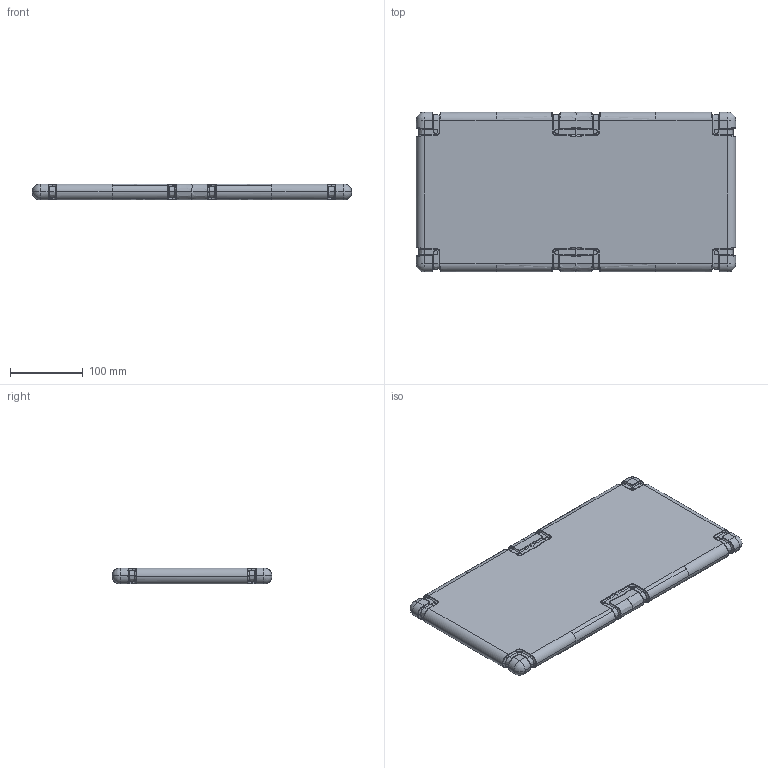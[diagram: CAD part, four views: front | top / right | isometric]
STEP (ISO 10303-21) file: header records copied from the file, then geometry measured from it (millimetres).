
FILE_DESCRIPTION (( 'STEP AP214' ), '1' );
FILE_NAME ('board-single-piece-22x220x440_1.STEP', '2024-01-11T05:46:26', ( '' ), ( '' ), 'SwSTEP 2.0', 'SolidWorks 2023', '' );
FILE_SCHEMA (( 'AUTOMOTIVE_DESIGN' ));
Length unit declared in the file: millimetre
Products named in the file (1): board-single-piece-22x220x440_1
Bounding box: 440 x 220 x 22 mm (x, y, z)
Volume: 2025213.1 mm3; surface area: 215134 mm2
Topology: 1 solids, 1 shells, 698 faces, 1698 edges, 1010 vertices
Faces by surface type: bspline 512, cylinder 148, plane 30, sphere 8
Entity records: 62055 total; most frequent: CARTESIAN_POINT 50709, ORIENTED_EDGE 3380, EDGE_CURVE 1690, B_SPLINE_CURVE_WITH_KNOTS 1448, VERTEX_POINT 1010, EDGE_LOOP 714, FACE_OUTER_BOUND 698, ADVANCED_FACE 698
